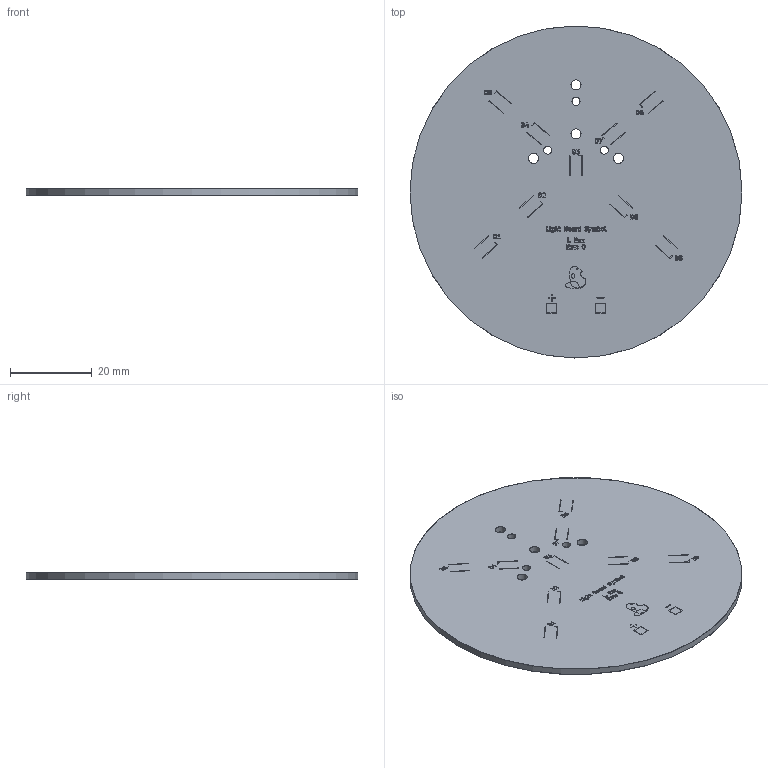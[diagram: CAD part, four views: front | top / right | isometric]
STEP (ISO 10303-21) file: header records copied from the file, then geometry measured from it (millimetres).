
FILE_DESCRIPTION(('KiCad electronic assembly'),'2;1');
FILE_NAME('Light Board - Symbol.step','2025-08-12T12:53:38',('Pcbnew'),( 'Kicad'),'Open CASCADE STEP processor 7.8','KiCad to STEP converter' ,'Unknown');
FILE_SCHEMA(('AUTOMOTIVE_DESIGN { 1 0 10303 214 1 1 1 1 }'));
Length unit declared in the file: millimetre
Products named in the file (4): Light Board - Symbol 1; Light Board - Symbol_silkscreen; Light Board - Symbol_soldermask; Light Board - Symbol_PCB
Assembly tree (3 placements, depth 2):
  Light Board - Symbol 1
    Light Board - Symbol_silkscreen
    Light Board - Symbol_soldermask
    Light Board - Symbol_PCB
Bounding box: 81.41 x 81.41 x 1.64 mm (x, y, z)
Volume: 7847 mm3; surface area: 21214.7 mm2
Topology: 1 solids, 73 shells, 82 faces, 1318 edges, 1310 vertices
Faces by surface type: plane 74, cylinder 8
Full cylindrical faces by diameter (mm): 2 x3, 2.5 x4, 81.404 x1
Entity records: 12364 total; most frequent: CARTESIAN_POINT 2714, DIRECTION 1793, ORIENTED_EDGE 1342, EDGE_CURVE 1318, VERTEX_POINT 1310, LINE 1015, VECTOR 1015, AXIS2_PLACEMENT_3D 389
